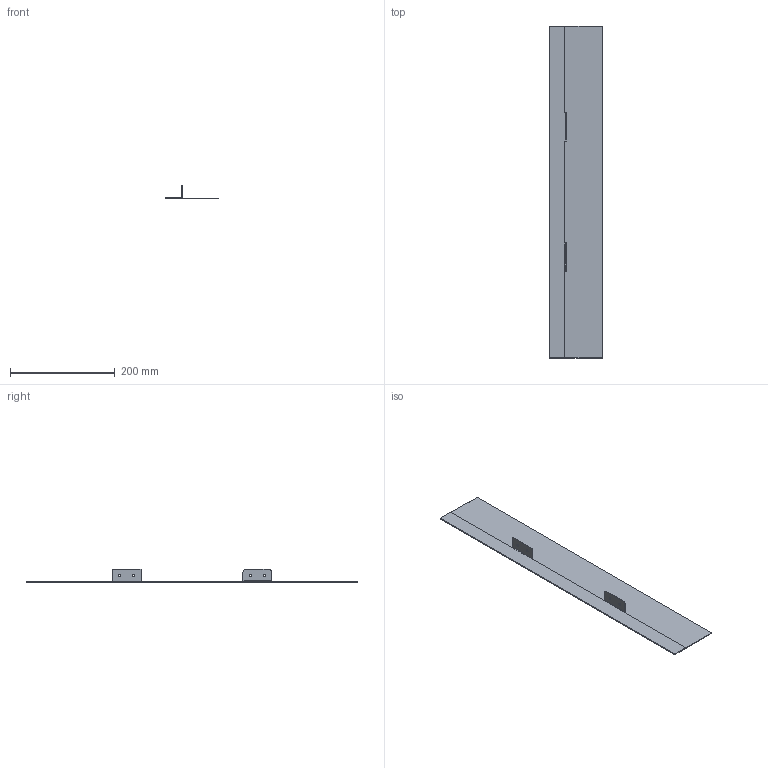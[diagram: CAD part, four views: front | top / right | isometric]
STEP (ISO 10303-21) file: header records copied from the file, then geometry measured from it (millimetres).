
FILE_DESCRIPTION (( 'STEP AP214' ), '1' );
FILE_NAME ('TI5-50D-VP-048 TITAN 5 Ïåðåãîðîäêà âåðòèêàëüíàÿ (2õ48; 3õ48) áåëàÿ IEK.STEP', '2024-12-06T11:56:31', ( '' ), ( '' ), 'SwSTEP 2.0', 'SolidWorks 2022', '' );
FILE_SCHEMA (( 'AUTOMOTIVE_DESIGN' ));
Length unit declared in the file: millimetre
Products named in the file (1): TI5-50D-VP-048 TITAN 5 Перегородка вертикальная (2х48; 3х48) белая IEK
Bounding box: 100 x 635 x 25.1 mm (x, y, z)
Volume: 86276.2 mm3; surface area: 135396.8 mm2
Topology: 1 solids, 1 shells, 40 faces, 106 edges, 68 vertices
Faces by surface type: plane 28, cylinder 12
Entity records: 1280 total; most frequent: CARTESIAN_POINT 215, ORIENTED_EDGE 212, DIRECTION 212, EDGE_CURVE 106, VECTOR 82, LINE 82, VERTEX_POINT 68, AXIS2_PLACEMENT_3D 65
